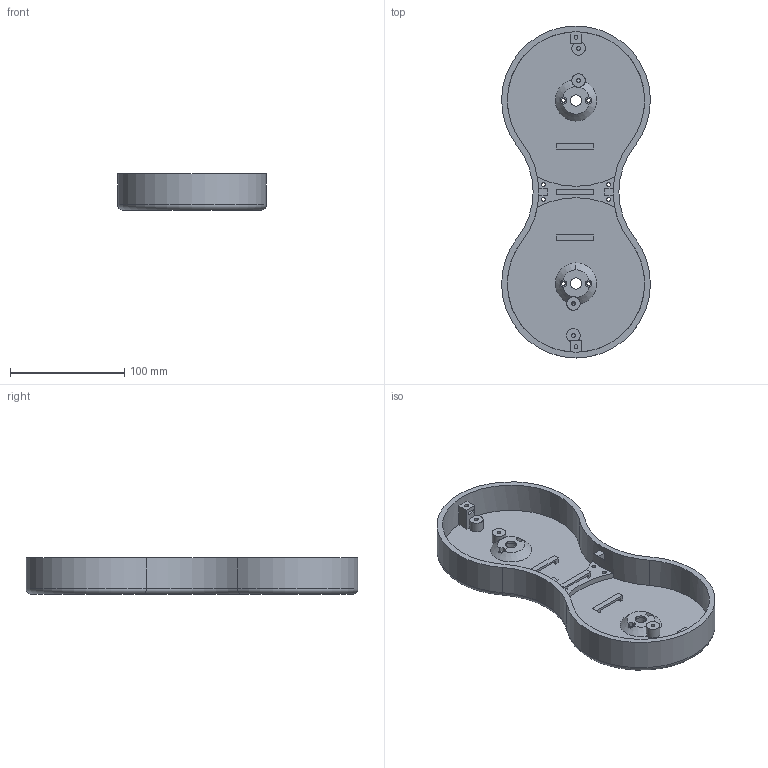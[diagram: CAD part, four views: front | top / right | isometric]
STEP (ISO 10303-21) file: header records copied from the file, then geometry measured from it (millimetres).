
FILE_DESCRIPTION(('FreeCAD Model'),'2;1');
FILE_NAME('Art2BodyB.step', '2017-08-17T10:19:48',('Author'),(''), 'Open CASCADE STEP processor 6.8','FreeCAD','Unknown');
FILE_SCHEMA(('AUTOMOTIVE_DESIGN_CC2 { 1 2 10303 214 -1 1 5 4 }'));
Length unit declared in the file: millimetre
Products named in the file (2): ASSEMBLY; Art2BodyB
Assembly tree (1 placements, depth 2):
  ASSEMBLY
    Art2BodyB
Bounding box: 129.96 x 290 x 32 mm (x, y, z)
Volume: 259204.6 mm3; surface area: 108626.4 mm2
Topology: 1 solids, 1 shells, 196 faces, 540 edges, 362 vertices
Faces by surface type: plane 143, cylinder 42, cone 7, torus 4
Full cylindrical faces by diameter (mm): 3.4 x20, 5.9 x4, 10 x2, 12 x2, 16.4 x2
Entity records: 14557 total; most frequent: CARTESIAN_POINT 4013, DIRECTION 1883, ORIENTED_EDGE 1080, PCURVE 1080, DEFINITIONAL_REPRESENTATION 1080, LINE 1060, VECTOR 1060, EDGE_CURVE 540
